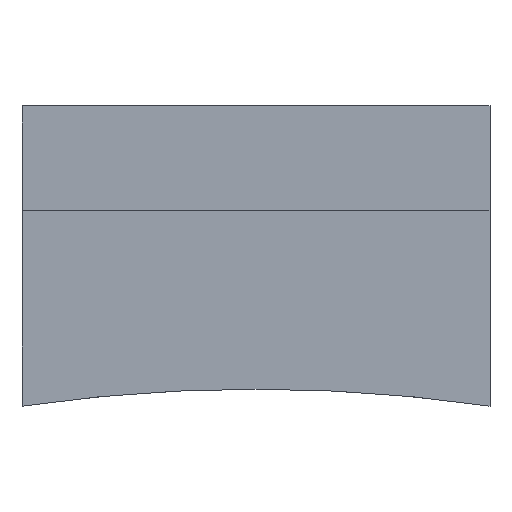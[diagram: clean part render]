
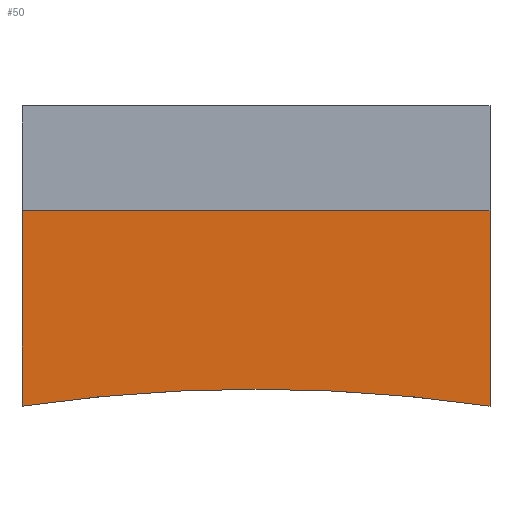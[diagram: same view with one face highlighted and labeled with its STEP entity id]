
A CAD part, front view. The second image highlights one B-rep face of the part: STEP entity #50.
In plain terms, the highlighted planar face has unit normal (0, -1, 0).
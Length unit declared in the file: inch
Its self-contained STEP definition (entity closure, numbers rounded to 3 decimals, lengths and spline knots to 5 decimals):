
#50 = ADVANCED_FACE ( 'NONE', ( #565 ), #6456, .F. ) ;
#192 = ORIENTED_EDGE ( 'NONE', *, *, #2273, .F. ) ;
#222 = DIRECTION ( 'NONE',  ( 0., 1., 0. ) ) ;
#405 = VERTEX_POINT ( 'NONE', #912 ) ;
#525 = CARTESIAN_POINT ( 'NONE',  ( 0., -0.33858, 0. ) ) ;
#565 = FACE_OUTER_BOUND ( 'NONE', #5056, .T. ) ;
#628 = CARTESIAN_POINT ( 'NONE',  ( -1.23031, -0.33858, 0. ) ) ;
#912 = CARTESIAN_POINT ( 'NONE',  ( 1.23031, -0.33858, 0.44488 ) ) ;
#1119 = ORIENTED_EDGE ( 'NONE', *, *, #6757, .F. ) ;
#1367 = CARTESIAN_POINT ( 'NONE',  ( 0., -0.33858, -0.49362 ) ) ;
#1476 = CARTESIAN_POINT ( 'NONE',  ( 0., -0.33858, -9.03693 ) ) ;
#1819 = LINE ( 'NONE', #5246, #2198 ) ;
#1822 = LINE ( 'NONE', #5764, #2768 ) ;
#1974 = ORIENTED_EDGE ( 'NONE', *, *, #5753, .F. ) ;
#2045 = CARTESIAN_POINT ( 'NONE',  ( 0., -0.33858, -9.03693 ) ) ;
#2172 = VECTOR ( 'NONE', #5179, 39.37008 ) ;
#2198 = VECTOR ( 'NONE', #3184, 39.37008 ) ;
#2273 = EDGE_CURVE ( 'NONE', #7452, #6643, #4672, .T. ) ;
#2482 = CIRCLE ( 'NONE', #7179, 8.54331 ) ;
#2543 = VERTEX_POINT ( 'NONE', #5646 ) ;
#2768 = VECTOR ( 'NONE', #4445, 39.37008 ) ;
#3042 = CIRCLE ( 'NONE', #7462, 8.54331 ) ;
#3060 = DIRECTION ( 'NONE',  ( 0., 1., 0. ) ) ;
#3184 = DIRECTION ( 'NONE',  ( 1., 0., 0. ) ) ;
#3202 = CARTESIAN_POINT ( 'NONE',  ( -1.23031, -0.33858, -0.58268 ) ) ;
#3629 = CARTESIAN_POINT ( 'NONE',  ( -1.23031, -0.33858, 0.44488 ) ) ;
#4342 = ORIENTED_EDGE ( 'NONE', *, *, #4761, .T. ) ;
#4445 = DIRECTION ( 'NONE',  ( 0., 0., -1. ) ) ;
#4672 = LINE ( 'NONE', #628, #2172 ) ;
#4703 = DIRECTION ( 'NONE',  ( 0., 0., 1. ) ) ;
#4761 = EDGE_CURVE ( 'NONE', #7452, #6119, #3042, .T. ) ;
#5056 = EDGE_LOOP ( 'NONE', ( #1974, #192, #4342, #6292, #1119 ) ) ;
#5179 = DIRECTION ( 'NONE',  ( 0., 0., 1. ) ) ;
#5246 = CARTESIAN_POINT ( 'NONE',  ( 0., -0.33858, 0.44488 ) ) ;
#5646 = CARTESIAN_POINT ( 'NONE',  ( 1.23031, -0.33858, -0.58268 ) ) ;
#5753 = EDGE_CURVE ( 'NONE', #6643, #405, #1819, .T. ) ;
#5764 = CARTESIAN_POINT ( 'NONE',  ( 1.23031, -0.33858, 0. ) ) ;
#6080 = DIRECTION ( 'NONE',  ( 0., 1., 0. ) ) ;
#6119 = VERTEX_POINT ( 'NONE', #1367 ) ;
#6292 = ORIENTED_EDGE ( 'NONE', *, *, #6620, .T. ) ;
#6296 = AXIS2_PLACEMENT_3D ( 'NONE', #525, #3060, #7152 ) ;
#6456 = PLANE ( 'NONE',  #6296 ) ;
#6620 = EDGE_CURVE ( 'NONE', #6119, #2543, #2482, .T. ) ;
#6643 = VERTEX_POINT ( 'NONE', #3629 ) ;
#6757 = EDGE_CURVE ( 'NONE', #405, #2543, #1822, .T. ) ;
#6809 = DIRECTION ( 'NONE',  ( 0., 0., 1. ) ) ;
#7152 = DIRECTION ( 'NONE',  ( 0., 0., 1. ) ) ;
#7179 = AXIS2_PLACEMENT_3D ( 'NONE', #1476, #222, #6809 ) ;
#7452 = VERTEX_POINT ( 'NONE', #3202 ) ;
#7462 = AXIS2_PLACEMENT_3D ( 'NONE', #2045, #6080, #4703 ) ;
